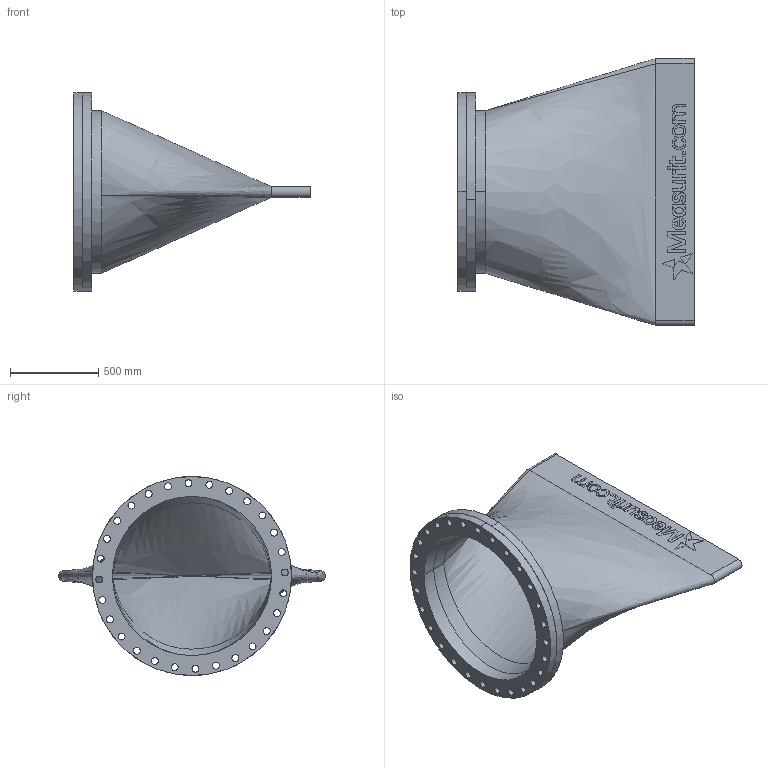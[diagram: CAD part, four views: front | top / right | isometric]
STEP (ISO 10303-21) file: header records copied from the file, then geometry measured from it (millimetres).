
FILE_DESCRIPTION (( 'STEP AP214' ), '1' );
FILE_NAME ('CF-DBF-G3-S0900-NN-316-F.STEP', '2023-02-13T14:38:19', ( '' ), ( '' ), 'SwSTEP 2.0', 'SolidWorks 2022', '' );
FILE_SCHEMA (( 'AUTOMOTIVE_DESIGN' ));
Length unit declared in the file: millimetre
Products named in the file (3): Split ring 900; CF-DBF-G3-S0900-NN-316-F
Assembly tree (2 placements, depth 2):
  CF-DBF-G3-S0900-NN-316-F
    CF-DBF-G3-S0900-NN-316-F
    Split ring 900
Bounding box: 1337 x 1510 x 1125 mm (x, y, z)
Volume: 166737796.3 mm3; surface area: 9678176.8 mm2
Topology: 2 solids, 2 shells, 790 faces, 2359 edges, 1591 vertices
Faces by surface type: plane 656, cylinder 122, bspline 12
Entity records: 38043 total; most frequent: CARTESIAN_POINT 9101, ORIENTED_EDGE 4718, DIRECTION 4157, EDGE_CURVE 2359, LINE 2087, VECTOR 2087, VERTEX_POINT 1591, AXIS2_PLACEMENT_3D 1035
